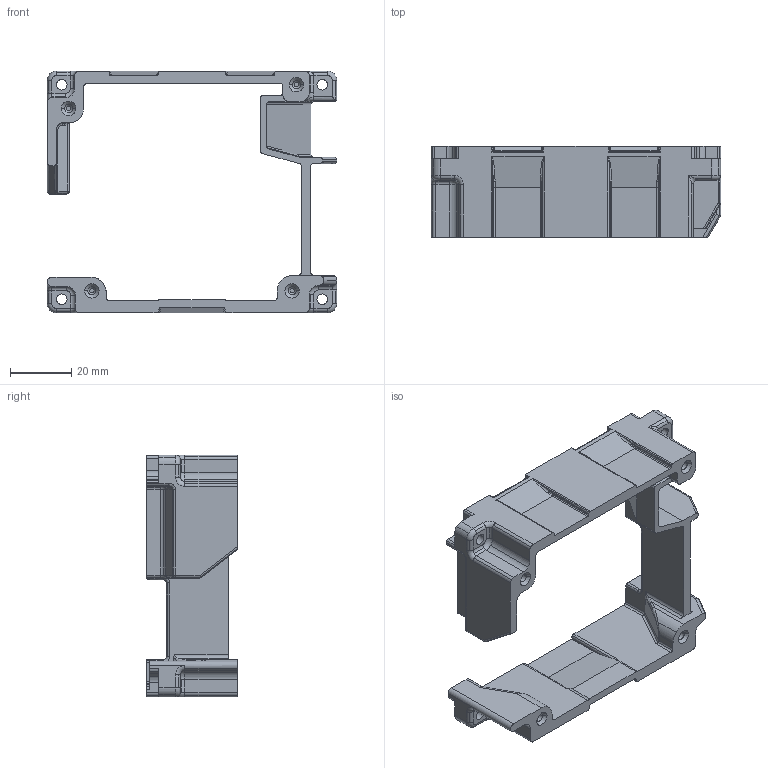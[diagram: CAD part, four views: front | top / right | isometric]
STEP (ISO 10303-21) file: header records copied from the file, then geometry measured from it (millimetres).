
FILE_DESCRIPTION(('STEP AP214'),'1');
FILE_NAME('frame_v4.stp','2025-11-09T12:27:36',(' '),(' '),'Spatial InterOp 3D',' ',' ');
FILE_SCHEMA(('AUTOMOTIVE_DESIGN { 1 0 10303 214 1 1 1 1 }'));
Length unit declared in the file: millimetre
Products named in the file (1): frame
Bounding box: 94.4 x 29.68 x 78.9 mm (x, y, z)
Volume: 31596.4 mm3; surface area: 21323.6 mm2
Topology: 1 solids, 1 shells, 573 faces, 1533 edges, 939 vertices
Faces by surface type: cylinder 365, plane 115, bspline 46, torus 25, cone 16, sphere 4, extrusion 2
Entity records: 33629 total; most frequent: CARTESIAN_POINT 19366, DIRECTION 3068, ORIENTED_EDGE 3012, EDGE_CURVE 1506, AXIS2_PLACEMENT_3D 1181, VERTEX_POINT 939, VECTOR 706, LINE 704
